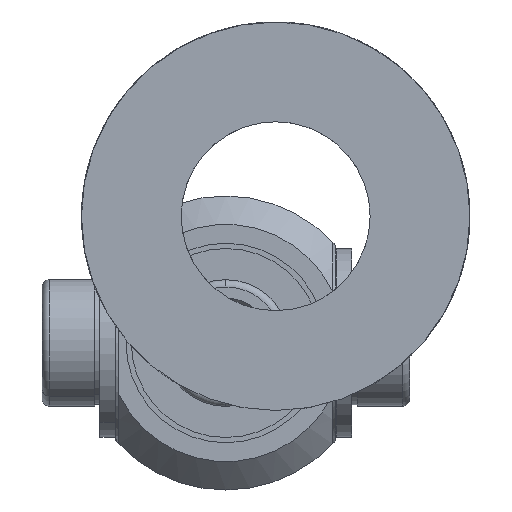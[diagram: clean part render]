
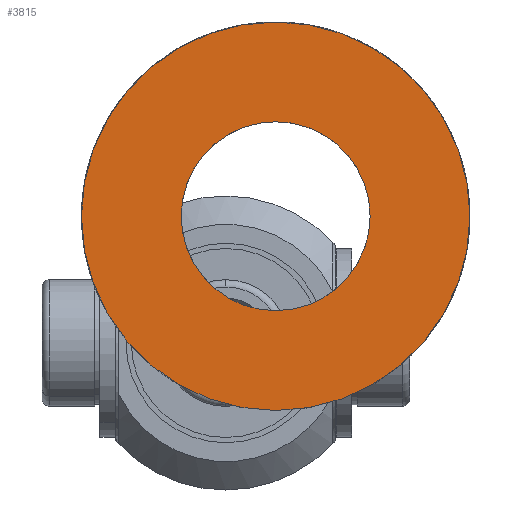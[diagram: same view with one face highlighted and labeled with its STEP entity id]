
A CAD part, left-side view. The second image highlights one B-rep face of the part: STEP entity #3815.
In plain terms, the highlighted face is planar.
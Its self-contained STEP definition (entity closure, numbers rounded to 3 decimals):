
#546=PLANE('',#7103);
#1265=VERTEX_POINT('',#6181);
#1297=VERTEX_POINT('',#6428);
#1540=CIRCLE('',#7081,0.9);
#1546=CIRCLE('',#7102,1.85);
#1969=EDGE_CURVE('',#1265,#1265,#1540,.T.);
#2015=EDGE_CURVE('',#1297,#1297,#1546,.T.);
#2985=ORIENTED_EDGE('',*,*,#1969,.T.);
#2986=ORIENTED_EDGE('',*,*,#2015,.F.);
#3320=EDGE_LOOP('',(#2985));
#3321=EDGE_LOOP('',(#2986));
#3587=FACE_BOUND('',#3320,.T.);
#3588=FACE_BOUND('',#3321,.T.);
#3815=ADVANCED_FACE('',(#3587,#3588),#546,.T.);
#4834=DIRECTION('',(0.,0.,-1.));
#4835=DIRECTION('',(0.9,0.,0.));
#4888=DIRECTION('',(0.,0.,-1.));
#4889=DIRECTION('',(1.85,0.,0.));
#4890=DIRECTION('',(0.,0.,1.));
#6180=CARTESIAN_POINT('',(0.,0.,3.6));
#6181=CARTESIAN_POINT('',(-0.9,0.,3.6));
#6427=CARTESIAN_POINT('',(0.,0.,3.6));
#6428=CARTESIAN_POINT('',(1.85,0.,3.6));
#6429=CARTESIAN_POINT('',(0.,0.,3.6));
#7081=AXIS2_PLACEMENT_3D('',#6180,#4834,#4835);
#7102=AXIS2_PLACEMENT_3D('',#6427,#4888,#4889);
#7103=AXIS2_PLACEMENT_3D('',#6429,#4890,$);
